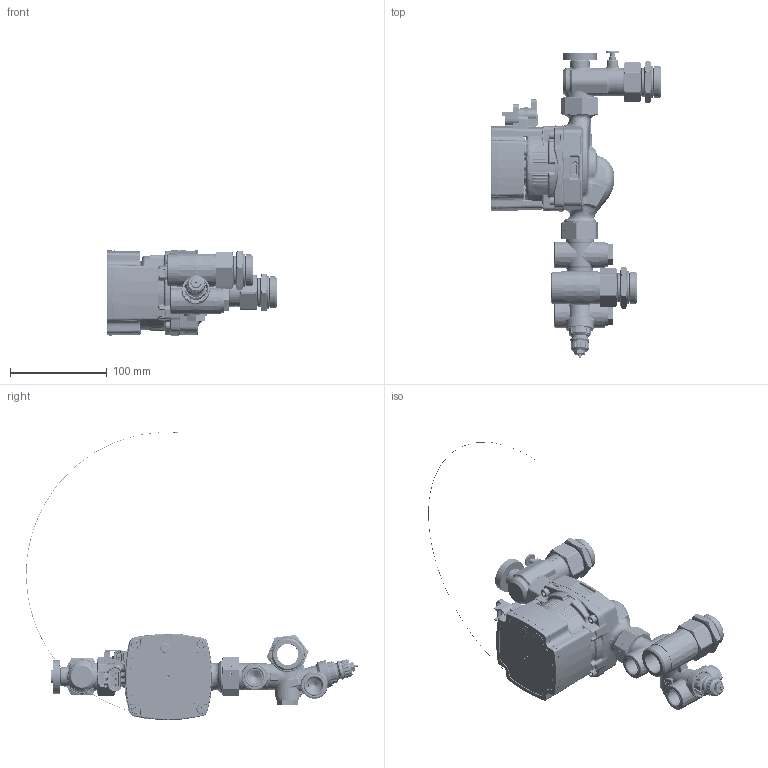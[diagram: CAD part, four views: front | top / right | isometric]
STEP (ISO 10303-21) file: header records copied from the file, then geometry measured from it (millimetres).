
FILE_DESCRIPTION((''),'2;1');
FILE_NAME('FHM-C2_ASM_ASM','2023-03-09T10:34:25',('F66864'),(''),'CREO PARAMETRIC BY PTC INC, 2020342','CREO PARAMETRIC BY PTC INC, 2020342','');
FILE_SCHEMA(('AUTOMOTIVE_DESIGN { 1 0 10303 214 1 1 1 1 }'));
Length unit declared in the file: millimetre
Products named in the file (58): TMP_DWG_1_1_1; TMP_DWG_2_1_1; TMP_DWG_3_1_1; TMP_DWG_4_1_1; TMP_DWG_5_1_1; TMP_DWG_6_1_1; TMP_DWG_7_1_1; TMP_DWG_8_1_1; TMP_DWG_9_1_1; TMP_DWG_10_1_1; TMP_DWG_11_1_1; TMP_DWG_12_1_1; TMP_DWG_13_1_1; TMP_DWG_14_1_1; TMP_DWG_15_1_1; TMP_DWG_16_1_1; TMP_DWG_17_1_1; TMP_DWG_18_1_1; TMP_DWG_19_1_1; TMP_DWG_20_1_1; TMP_DWG_21_1_1; TMP_DWG_22_1_1; TMP_DWG_23_1_1; TMP_DWG_24_1_1; TMP_DWG_25_1_1; TMP_DWG_26_1_1; TMP_DWG_27_1_1; TMP_DWG_28_1_1; TMP_DWG_29_1_1; TMP_DWG_30_1_1; TMP_DWG_31_1_1; TMP_DWG_32_1_1; TMP_DWG_33_1_1; TMP_DWG_34_1_1; TMP_DWG_35_1_1; TMP_DWG_39_1_1_1; TMP_DWG_39_1_2_1; TMP_DWG_39_1_3_1; TMP_DWG_39_1_4_1; TMP_DWG_39_1_5_1 ...
Assembly tree (57 placements, depth 5):
  FHM-C2_ASM_ASM
    FHM-C2_ASM_1_ASM
      FHM-C2_ASSEMBLY_ASM_1_ASM_1_ASM
        TMP_DWG_1_1_1
        TMP_DWG_2_1_1
        TMP_DWG_3_1_1
        TMP_DWG_4_1_1
        TMP_DWG_5_1_1
        TMP_DWG_6_1_1
        TMP_DWG_7_1_1
        TMP_DWG_8_1_1
        TMP_DWG_9_1_1
        TMP_DWG_10_1_1
        TMP_DWG_11_1_1
        TMP_DWG_12_1_1
        TMP_DWG_13_1_1
        TMP_DWG_14_1_1
        TMP_DWG_15_1_1
        TMP_DWG_16_1_1
        TMP_DWG_17_1_1
        TMP_DWG_18_1_1
        TMP_DWG_19_1_1
        TMP_DWG_20_1_1
        TMP_DWG_21_1_1
        TMP_DWG_22_1_1
        TMP_DWG_23_1_1
        TMP_DWG_24_1_1
        TMP_DWG_25_1_1
        TMP_DWG_26_1_1
        TMP_DWG_27_1_1
        TMP_DWG_28_1_1
        TMP_DWG_29_1_1
        TMP_DWG_30_1_1
        TMP_DWG_31_1_1
        TMP_DWG_32_1_1
        TMP_DWG_33_1_1
        TMP_DWG_34_1_1
        TMP_DWG_35_1_1
        TMP_DWG_39_1_ASM_1_ASM
          TMP_DWG_39_1_1_1
          TMP_DWG_39_1_2_1
          TMP_DWG_39_1_3_1
          TMP_DWG_39_1_4_1
          TMP_DWG_39_1_5_1
          TMP_DWG_39_1_6_1
          TMP_DWG_39_1_7_1
          TMP_DWG_39_1_8_1
          TMP_DWG_39_1_9_1
          TMP_DWG_39_1_10_1
          TMP_DWG_39_1_11_1
        TMP_DWG_40_1_1
    013G0295_5__ASM
      013G0301__
      013G0300__
      013G0303__
      689X4040__
      013G0302__
      633B1527__
Bounding box: 176.04 x 343.58 x 298.58 mm (x, y, z)
Volume: 117739.4 mm3; surface area: 229654.2 mm2
Topology: 52 solids, 56 shells, 7162 faces, 18476 edges, 11341 vertices
Faces by surface type: bspline 1911, plane 1613, cylinder 1454, cone 804, torus 797, extrusion 413, sphere 166, revolution 4
Full cylindrical faces by diameter (mm): 0.2 x2
Entity records: 354878 total; most frequent: CARTESIAN_POINT 184553, ORIENTED_EDGE 36520, DIRECTION 27288, EDGE_CURVE 18281, VERTEX_POINT 11340, AXIS2_PLACEMENT_3D 10698, B_SPLINE_CURVE_WITH_KNOTS 8138, EDGE_LOOP 7407
